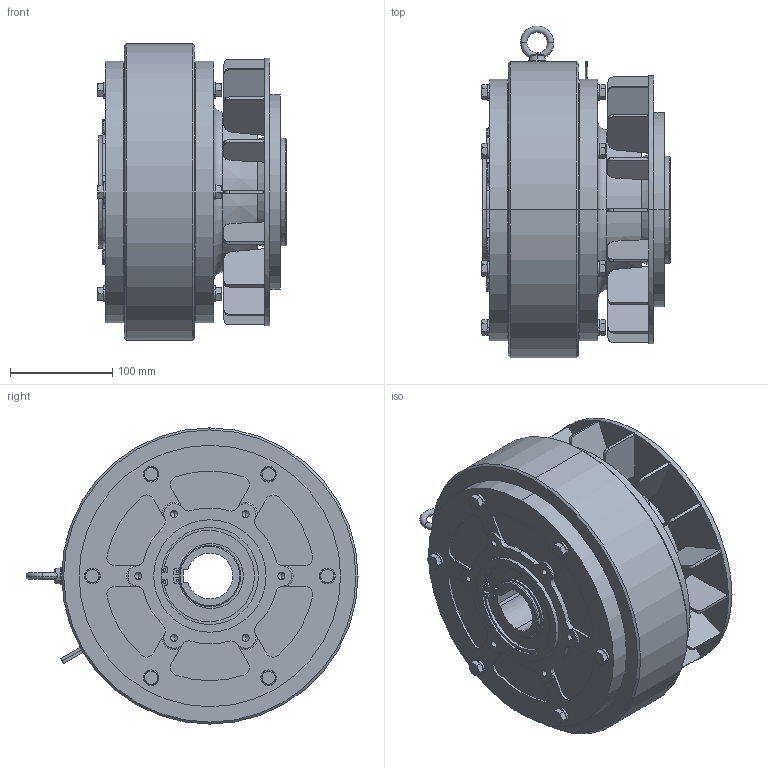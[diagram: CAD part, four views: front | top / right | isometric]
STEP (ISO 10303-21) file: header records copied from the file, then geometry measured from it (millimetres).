
FILE_DESCRIPTION (( 'STEP AP203' ), '1' );
FILE_NAME ('YPP616707.STEP', '2020-12-25T01:17:42', ( '' ), ( '' ), 'SwSTEP 2.0', 'SolidWorks 2016', '' );
FILE_SCHEMA (( 'CONFIG_CONTROL_DESIGN' ));
Length unit declared in the file: millimetre
Products named in the file (1): YPP616707
Bounding box: 184.5 x 324.9 x 290 mm (x, y, z)
Volume: 7724543.5 mm3; surface area: 489339.8 mm2
Topology: 29 solids, 29 shells, 645 faces, 1604 edges, 1018 vertices
Faces by surface type: plane 295, cylinder 238, cone 67, torus 45
Entity records: 20049 total; most frequent: CARTESIAN_POINT 4417, DIRECTION 3394, ORIENTED_EDGE 3160, EDGE_CURVE 1580, AXIS2_PLACEMENT_3D 1309, VERTEX_POINT 1018, LINE 776, VECTOR 776
